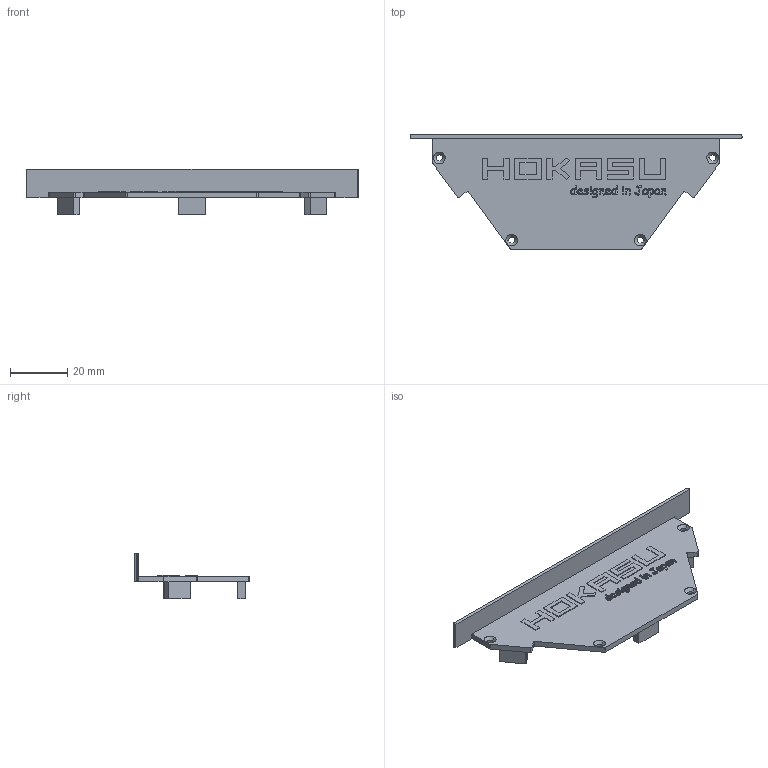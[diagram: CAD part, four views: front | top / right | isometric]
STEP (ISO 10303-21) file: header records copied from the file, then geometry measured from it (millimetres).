
FILE_DESCRIPTION (( 'STEP AP214' ), '1' );
FILE_NAME ('10040in v2-0_????????.STEP', '2020-01-30T11:50:56', ( '' ), ( '' ), 'SwSTEP 2.0', 'SolidWorks 2018', '' );
FILE_SCHEMA (( 'AUTOMOTIVE_DESIGN' ));
Length unit declared in the file: millimetre
Products named in the file (1): 10040in v2-0_????????
Bounding box: 116 x 40 x 16 mm (x, y, z)
Volume: 7923 mm3; surface area: 9364.7 mm2
Topology: 1 solids, 1 shells, 613 faces, 1717 edges, 1142 vertices
Faces by surface type: bspline 406, plane 163, cylinder 36, cone 8
Entity records: 21886 total; most frequent: CARTESIAN_POINT 8751, ORIENTED_EDGE 3434, EDGE_CURVE 1717, DIRECTION 1401, VERTEX_POINT 1142, LINE 825, VECTOR 825, B_SPLINE_CURVE_WITH_KNOTS 812
